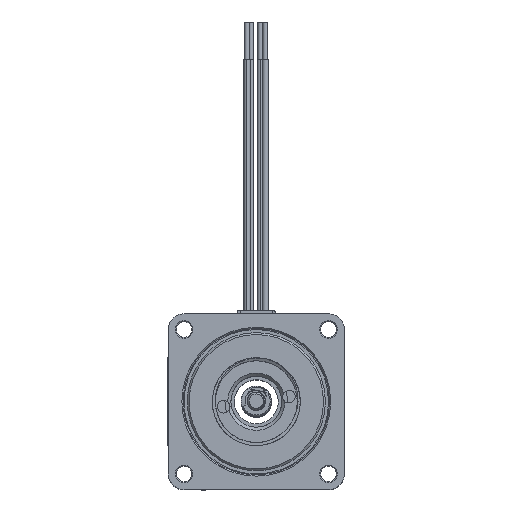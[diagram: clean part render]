
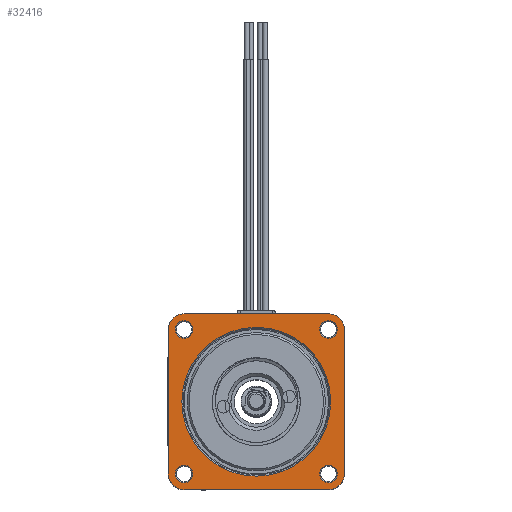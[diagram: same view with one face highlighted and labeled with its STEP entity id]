
A CAD part, top view. The second image highlights one B-rep face of the part: STEP entity #32416.
In plain terms, the highlighted face is planar.
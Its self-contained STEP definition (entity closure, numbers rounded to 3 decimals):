
#3319=LINE('',#54766,#6456);
#3323=LINE('',#54778,#6460);
#3327=LINE('',#54790,#6464);
#3331=LINE('',#54800,#6468);
#6456=VECTOR('',#44999,23.);
#6460=VECTOR('',#45011,23.);
#6464=VECTOR('',#45023,23.);
#6468=VECTOR('',#45035,23.);
#7468=PLANE('',#35646);
#7785=FACE_BOUND('',#11279,.T.);
#7786=FACE_BOUND('',#11280,.T.);
#7787=FACE_BOUND('',#11281,.T.);
#7788=FACE_BOUND('',#11282,.T.);
#7789=FACE_BOUND('',#11283,.T.);
#9461=FACE_OUTER_BOUND('',#11278,.T.);
#11278=EDGE_LOOP('',(#29835,#29836,#29837,#29838,#29839,#29840,#29841,#29842));
#11279=EDGE_LOOP('',(#29843));
#11280=EDGE_LOOP('',(#29844));
#11281=EDGE_LOOP('',(#29845));
#11282=EDGE_LOOP('',(#29846));
#11283=EDGE_LOOP('',(#29847));
#12774=CIRCLE('',#35588,2.5);
#12776=CIRCLE('',#35592,2.5);
#12778=CIRCLE('',#35596,2.5);
#12780=CIRCLE('',#35600,2.5);
#12794=CIRCLE('',#35630,1.4);
#12796=CIRCLE('',#35633,1.4);
#12798=CIRCLE('',#35636,1.4);
#12800=CIRCLE('',#35639,1.4);
#12801=CIRCLE('',#35647,11.85);
#15878=VERTEX_POINT('',#54757);
#15879=VERTEX_POINT('',#54759);
#15881=VERTEX_POINT('',#54765);
#15883=VERTEX_POINT('',#54771);
#15885=VERTEX_POINT('',#54777);
#15887=VERTEX_POINT('',#54783);
#15889=VERTEX_POINT('',#54789);
#15891=VERTEX_POINT('',#54795);
#15921=VERTEX_POINT('',#54882);
#15923=VERTEX_POINT('',#54887);
#15925=VERTEX_POINT('',#54892);
#15927=VERTEX_POINT('',#54897);
#15928=VERTEX_POINT('',#54906);
#20527=EDGE_CURVE('',#15879,#15878,#12774,.T.);
#20530=EDGE_CURVE('',#15881,#15879,#3319,.T.);
#20533=EDGE_CURVE('',#15883,#15881,#12776,.T.);
#20536=EDGE_CURVE('',#15885,#15883,#3323,.T.);
#20539=EDGE_CURVE('',#15887,#15885,#12778,.T.);
#20542=EDGE_CURVE('',#15889,#15887,#3327,.T.);
#20545=EDGE_CURVE('',#15891,#15889,#12780,.T.);
#20548=EDGE_CURVE('',#15878,#15891,#3331,.T.);
#20586=EDGE_CURVE('',#15921,#15921,#12794,.T.);
#20588=EDGE_CURVE('',#15923,#15923,#12796,.T.);
#20590=EDGE_CURVE('',#15925,#15925,#12798,.T.);
#20592=EDGE_CURVE('',#15927,#15927,#12800,.T.);
#20593=EDGE_CURVE('',#15928,#15928,#12801,.F.);
#29835=ORIENTED_EDGE('',*,*,#20527,.T.);
#29836=ORIENTED_EDGE('',*,*,#20548,.T.);
#29837=ORIENTED_EDGE('',*,*,#20545,.T.);
#29838=ORIENTED_EDGE('',*,*,#20542,.T.);
#29839=ORIENTED_EDGE('',*,*,#20539,.T.);
#29840=ORIENTED_EDGE('',*,*,#20536,.T.);
#29841=ORIENTED_EDGE('',*,*,#20533,.T.);
#29842=ORIENTED_EDGE('',*,*,#20530,.T.);
#29843=ORIENTED_EDGE('',*,*,#20593,.T.);
#29844=ORIENTED_EDGE('',*,*,#20586,.F.);
#29845=ORIENTED_EDGE('',*,*,#20588,.F.);
#29846=ORIENTED_EDGE('',*,*,#20590,.F.);
#29847=ORIENTED_EDGE('',*,*,#20592,.F.);
#32416=ADVANCED_FACE('',(#9461,#7785,#7786,#7787,#7788,#7789),#7468,.T.);
#35588=AXIS2_PLACEMENT_3D('',#54760,#44993,#44994);
#35592=AXIS2_PLACEMENT_3D('',#54772,#45005,#45006);
#35596=AXIS2_PLACEMENT_3D('',#54784,#45017,#45018);
#35600=AXIS2_PLACEMENT_3D('',#54796,#45029,#45030);
#35630=AXIS2_PLACEMENT_3D('',#54883,#45116,#45117);
#35633=AXIS2_PLACEMENT_3D('',#54888,#45122,#45123);
#35636=AXIS2_PLACEMENT_3D('',#54893,#45128,#45129);
#35639=AXIS2_PLACEMENT_3D('',#54898,#45134,#45135);
#35646=AXIS2_PLACEMENT_3D('',#54905,#45148,#45149);
#35647=AXIS2_PLACEMENT_3D('',#54907,#45150,#45151);
#44993=DIRECTION('center_axis',(0.,0.,-1.));
#44994=DIRECTION('ref_axis',(-1.,0.,0.));
#44999=DIRECTION('',(-1.,0.,0.));
#45005=DIRECTION('center_axis',(0.,0.,-1.));
#45006=DIRECTION('ref_axis',(-1.,0.,0.));
#45011=DIRECTION('',(0.,-1.,0.));
#45017=DIRECTION('center_axis',(0.,0.,-1.));
#45018=DIRECTION('ref_axis',(-1.,0.,0.));
#45023=DIRECTION('',(1.,0.,0.));
#45029=DIRECTION('center_axis',(0.,0.,-1.));
#45030=DIRECTION('ref_axis',(-1.,0.,0.));
#45035=DIRECTION('',(0.,1.,0.));
#45116=DIRECTION('center_axis',(0.,0.,-1.));
#45117=DIRECTION('ref_axis',(-1.,0.,0.));
#45122=DIRECTION('center_axis',(0.,0.,-1.));
#45123=DIRECTION('ref_axis',(-1.,0.,0.));
#45128=DIRECTION('center_axis',(0.,0.,-1.));
#45129=DIRECTION('ref_axis',(-1.,0.,0.));
#45134=DIRECTION('center_axis',(0.,0.,-1.));
#45135=DIRECTION('ref_axis',(-1.,0.,0.));
#45148=DIRECTION('center_axis',(0.,0.,-1.));
#45149=DIRECTION('ref_axis',(-1.,0.,0.));
#45150=DIRECTION('center_axis',(0.,0.,-1.));
#45151=DIRECTION('ref_axis',(-1.,0.,0.));
#54757=CARTESIAN_POINT('',(-14.,-11.5,1.5));
#54759=CARTESIAN_POINT('',(-11.5,-14.,1.5));
#54760=CARTESIAN_POINT('Origin',(-11.5,-11.5,1.5));
#54765=CARTESIAN_POINT('',(11.5,-14.,1.5));
#54766=CARTESIAN_POINT('',(11.5,-14.,1.5));
#54771=CARTESIAN_POINT('',(14.,-11.5,1.5));
#54772=CARTESIAN_POINT('Origin',(11.5,-11.5,1.5));
#54777=CARTESIAN_POINT('',(14.,11.5,1.5));
#54778=CARTESIAN_POINT('',(14.,11.5,1.5));
#54783=CARTESIAN_POINT('',(11.5,14.,1.5));
#54784=CARTESIAN_POINT('Origin',(11.5,11.5,1.5));
#54789=CARTESIAN_POINT('',(-11.5,14.,1.5));
#54790=CARTESIAN_POINT('',(-11.5,14.,1.5));
#54795=CARTESIAN_POINT('',(-14.,11.5,1.5));
#54796=CARTESIAN_POINT('Origin',(-11.5,11.5,1.5));
#54800=CARTESIAN_POINT('',(-14.,-11.5,1.5));
#54882=CARTESIAN_POINT('',(10.1,11.5,1.5));
#54883=CARTESIAN_POINT('Origin',(11.5,11.5,1.5));
#54887=CARTESIAN_POINT('',(-12.9,11.5,1.5));
#54888=CARTESIAN_POINT('Origin',(-11.5,11.5,1.5));
#54892=CARTESIAN_POINT('',(-12.9,-11.5,1.5));
#54893=CARTESIAN_POINT('Origin',(-11.5,-11.5,1.5));
#54897=CARTESIAN_POINT('',(10.1,-11.5,1.5));
#54898=CARTESIAN_POINT('Origin',(11.5,-11.5,1.5));
#54905=CARTESIAN_POINT('Origin',(0.,0.,1.5));
#54906=CARTESIAN_POINT('',(-11.85,0.,1.5));
#54907=CARTESIAN_POINT('Origin',(0.,0.,1.5));
